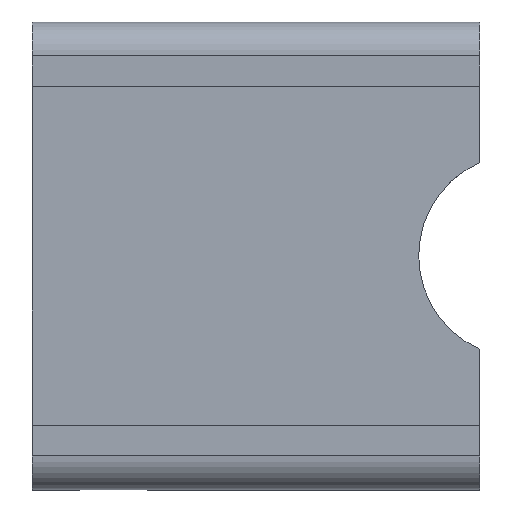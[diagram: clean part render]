
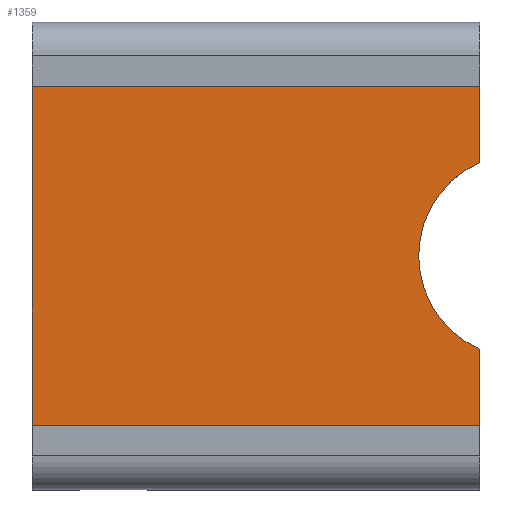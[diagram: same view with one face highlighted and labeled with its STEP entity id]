
A CAD part, top view. The second image highlights one B-rep face of the part: STEP entity #1359.
In plain terms, the highlighted planar face has unit normal (0, 0, 1).
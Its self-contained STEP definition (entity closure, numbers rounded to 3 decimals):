
#21 = EDGE_CURVE ( 'NONE', #1143, #1177, #1644, .T. ) ;
#72 = DIRECTION ( 'NONE',  ( 0., 1., 0. ) ) ;
#78 = AXIS2_PLACEMENT_3D ( 'NONE', #446, #1090, #1594 ) ;
#88 = PLANE ( 'NONE',  #501 ) ;
#93 = CARTESIAN_POINT ( 'NONE',  ( 0., -2.5, 2.72 ) ) ;
#145 = LINE ( 'NONE', #1646, #870 ) ;
#204 = LINE ( 'NONE', #1245, #266 ) ;
#249 = CARTESIAN_POINT ( 'NONE',  ( 3.3, 0., 2.72 ) ) ;
#266 = VECTOR ( 'NONE', #1602, 1000. ) ;
#274 = CARTESIAN_POINT ( 'NONE',  ( 3.3, -2.5, 2.72 ) ) ;
#358 = ORIENTED_EDGE ( 'NONE', *, *, #1033, .F. ) ;
#371 = ORIENTED_EDGE ( 'NONE', *, *, #1231, .F. ) ;
#443 = CARTESIAN_POINT ( 'NONE',  ( 0., 0., 2.72 ) ) ;
#446 = CARTESIAN_POINT ( 'NONE',  ( 3.9, 0., 2.72 ) ) ;
#491 = DIRECTION ( 'NONE',  ( 0., -1., 0. ) ) ;
#501 = AXIS2_PLACEMENT_3D ( 'NONE', #443, #589, #1608 ) ;
#521 = LINE ( 'NONE', #249, #1149 ) ;
#589 = DIRECTION ( 'NONE',  ( 0., 0., 1. ) ) ;
#591 = EDGE_CURVE ( 'NONE', #1234, #1143, #145, .T. ) ;
#619 = EDGE_LOOP ( 'NONE', ( #828, #358, #1649, #371, #813, #1463 ) ) ;
#624 = DIRECTION ( 'NONE',  ( -1., 0., 0. ) ) ;
#668 = CARTESIAN_POINT ( 'NONE',  ( -3.3, 2.5, 2.72 ) ) ;
#731 = VERTEX_POINT ( 'NONE', #668 ) ;
#743 = FACE_OUTER_BOUND ( 'NONE', #619, .T. ) ;
#813 = ORIENTED_EDGE ( 'NONE', *, *, #21, .F. ) ;
#828 = ORIENTED_EDGE ( 'NONE', *, *, #1239, .F. ) ;
#840 = LINE ( 'NONE', #1235, #1524 ) ;
#870 = VECTOR ( 'NONE', #491, 1000. ) ;
#940 = CARTESIAN_POINT ( 'NONE',  ( 3.3, 1.375, 2.72 ) ) ;
#1033 = EDGE_CURVE ( 'NONE', #1191, #1108, #521, .T. ) ;
#1037 = DIRECTION ( 'NONE',  ( 0., -1., 0. ) ) ;
#1090 = DIRECTION ( 'NONE',  ( 0., 0., 1. ) ) ;
#1108 = VERTEX_POINT ( 'NONE', #940 ) ;
#1110 = CARTESIAN_POINT ( 'NONE',  ( 3.3, -1.375, 2.72 ) ) ;
#1143 = VERTEX_POINT ( 'NONE', #274 ) ;
#1149 = VECTOR ( 'NONE', #1037, 1000. ) ;
#1177 = VERTEX_POINT ( 'NONE', #1180 ) ;
#1180 = CARTESIAN_POINT ( 'NONE',  ( -3.3, -2.5, 2.72 ) ) ;
#1185 = EDGE_CURVE ( 'NONE', #731, #1191, #204, .T. ) ;
#1191 = VERTEX_POINT ( 'NONE', #1352 ) ;
#1231 = EDGE_CURVE ( 'NONE', #1177, #731, #840, .T. ) ;
#1234 = VERTEX_POINT ( 'NONE', #1110 ) ;
#1235 = CARTESIAN_POINT ( 'NONE',  ( -3.3, 0., 2.72 ) ) ;
#1239 = EDGE_CURVE ( 'NONE', #1108, #1234, #1415, .T. ) ;
#1245 = CARTESIAN_POINT ( 'NONE',  ( 0., 2.5, 2.72 ) ) ;
#1352 = CARTESIAN_POINT ( 'NONE',  ( 3.3, 2.5, 2.72 ) ) ;
#1359 = ADVANCED_FACE ( 'NONE', ( #743 ), #88, .T. ) ;
#1363 = VECTOR ( 'NONE', #624, 1000. ) ;
#1415 = CIRCLE ( 'NONE', #78, 1.5 ) ;
#1463 = ORIENTED_EDGE ( 'NONE', *, *, #591, .F. ) ;
#1524 = VECTOR ( 'NONE', #72, 1000. ) ;
#1594 = DIRECTION ( 'NONE',  ( 1., 0., 0. ) ) ;
#1602 = DIRECTION ( 'NONE',  ( 1., 0., 0. ) ) ;
#1608 = DIRECTION ( 'NONE',  ( 1., 0., 0. ) ) ;
#1644 = LINE ( 'NONE', #93, #1363 ) ;
#1646 = CARTESIAN_POINT ( 'NONE',  ( 3.3, 0., 2.72 ) ) ;
#1649 = ORIENTED_EDGE ( 'NONE', *, *, #1185, .F. ) ;
